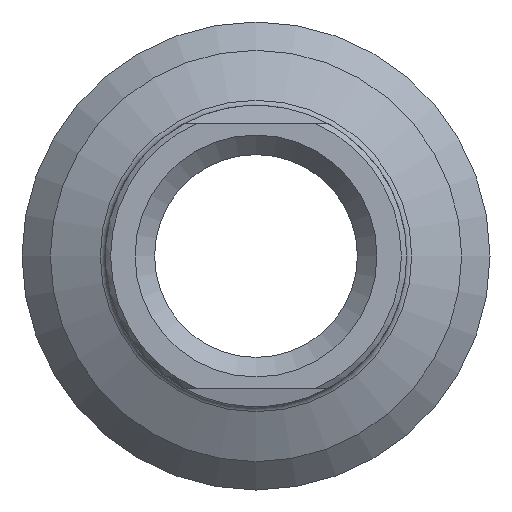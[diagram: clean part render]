
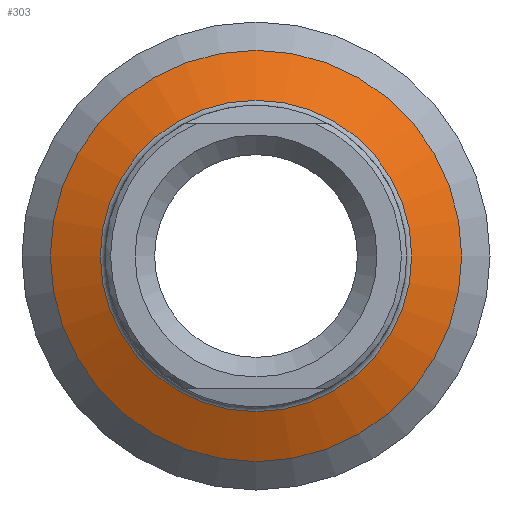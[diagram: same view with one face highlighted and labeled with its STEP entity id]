
A CAD part, left-side view. The second image highlights one B-rep face of the part: STEP entity #303.
In plain terms, the highlighted conical face has half-angle 64.179 degrees and reference radius 10.05 mm.
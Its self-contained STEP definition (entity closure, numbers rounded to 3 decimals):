
#21=CONICAL_SURFACE('',#358,10.05,1.12);
#39=CIRCLE('',#356,8.782);
#40=CIRCLE('',#357,8.782);
#41=CIRCLE('',#359,11.6);
#42=CIRCLE('',#360,11.6);
#66=FACE_OUTER_BOUND('',#85,.T.);
#85=EDGE_LOOP('',(#257,#258,#259,#260,#261,#262));
#101=LINE('',#551,#117);
#117=VECTOR('',#448,10.05);
#145=VERTEX_POINT('',#541);
#146=VERTEX_POINT('',#543);
#147=VERTEX_POINT('',#547);
#148=VERTEX_POINT('',#548);
#184=EDGE_CURVE('',#145,#146,#39,.T.);
#185=EDGE_CURVE('',#146,#145,#40,.T.);
#186=EDGE_CURVE('',#147,#148,#41,.T.);
#187=EDGE_CURVE('',#148,#147,#42,.T.);
#188=EDGE_CURVE('',#148,#146,#101,.T.);
#257=ORIENTED_EDGE('',*,*,#186,.F.);
#258=ORIENTED_EDGE('',*,*,#187,.F.);
#259=ORIENTED_EDGE('',*,*,#188,.T.);
#260=ORIENTED_EDGE('',*,*,#184,.F.);
#261=ORIENTED_EDGE('',*,*,#185,.F.);
#262=ORIENTED_EDGE('',*,*,#188,.F.);
#303=ADVANCED_FACE('',(#66),#21,.T.);
#356=AXIS2_PLACEMENT_3D('',#544,#438,#439);
#357=AXIS2_PLACEMENT_3D('',#545,#440,#441);
#358=AXIS2_PLACEMENT_3D('',#546,#442,#443);
#359=AXIS2_PLACEMENT_3D('',#549,#444,#445);
#360=AXIS2_PLACEMENT_3D('',#550,#446,#447);
#438=DIRECTION('center_axis',(-1.,0.,0.));
#439=DIRECTION('ref_axis',(0.,-1.,0.));
#440=DIRECTION('center_axis',(-1.,0.,0.));
#441=DIRECTION('ref_axis',(0.,-1.,0.));
#442=DIRECTION('center_axis',(1.,0.,0.));
#443=DIRECTION('ref_axis',(0.,1.,0.));
#444=DIRECTION('center_axis',(1.,0.,0.));
#445=DIRECTION('ref_axis',(0.,0.,-1.));
#446=DIRECTION('center_axis',(1.,0.,0.));
#447=DIRECTION('ref_axis',(0.,0.,-1.));
#448=DIRECTION('',(-0.436,0.9,0.));
#541=CARTESIAN_POINT('',(-9.363,0.,8.782));
#543=CARTESIAN_POINT('',(-9.363,-8.782,0.));
#544=CARTESIAN_POINT('Origin',(-9.363,0.,0.));
#545=CARTESIAN_POINT('Origin',(-9.363,0.,0.));
#546=CARTESIAN_POINT('Origin',(-8.75,0.,0.));
#547=CARTESIAN_POINT('',(-8.,11.6,0.));
#548=CARTESIAN_POINT('',(-8.,-11.6,0.));
#549=CARTESIAN_POINT('Origin',(-8.,0.,0.));
#550=CARTESIAN_POINT('Origin',(-8.,0.,0.));
#551=CARTESIAN_POINT('',(-8.75,-10.05,0.));
